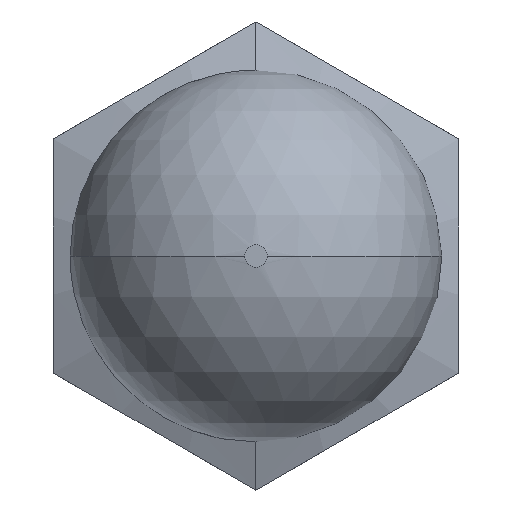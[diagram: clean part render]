
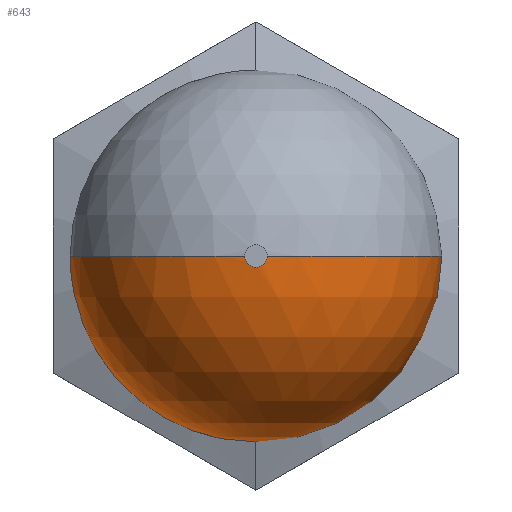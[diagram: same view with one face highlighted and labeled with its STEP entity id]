
A CAD part, front view. The second image highlights one B-rep face of the part: STEP entity #643.
In plain terms, the highlighted spherical face has radius 11 mm.
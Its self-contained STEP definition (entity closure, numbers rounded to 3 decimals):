
#31 = CARTESIAN_POINT ( 'NONE',  ( 0., -13., -7.5 ) ) ;
#33 = EDGE_CURVE ( 'NONE', #332, #869, #562, .T. ) ;
#49 = CARTESIAN_POINT ( 'NONE',  ( 0., -21.047, 0. ) ) ;
#105 = DIRECTION ( 'NONE',  ( 0., 0., 1. ) ) ;
#117 = CARTESIAN_POINT ( 'NONE',  ( 0.663, -32.027, 0. ) ) ;
#192 = CARTESIAN_POINT ( 'NONE',  ( 0., -32.027, 0. ) ) ;
#194 = AXIS2_PLACEMENT_3D ( 'NONE', #990, #989, #970 ) ;
#204 = ORIENTED_EDGE ( 'NONE', *, *, #1087, .T. ) ;
#206 = ORIENTED_EDGE ( 'NONE', *, *, #1119, .F. ) ;
#214 = VERTEX_POINT ( 'NONE', #336 ) ;
#268 = EDGE_LOOP ( 'NONE', ( #496, #844, #204, #355, #206 ) ) ;
#283 = AXIS2_PLACEMENT_3D ( 'NONE', #609, #1274, #511 ) ;
#293 = AXIS2_PLACEMENT_3D ( 'NONE', #192, #768, #105 ) ;
#332 = VERTEX_POINT ( 'NONE', #31 ) ;
#336 = CARTESIAN_POINT ( 'NONE',  ( 7.5, -13., 0. ) ) ;
#355 = ORIENTED_EDGE ( 'NONE', *, *, #33, .F. ) ;
#371 = DIRECTION ( 'NONE',  ( 1., 0., 0. ) ) ;
#381 = AXIS2_PLACEMENT_3D ( 'NONE', #49, #598, #1268 ) ;
#461 = CARTESIAN_POINT ( 'NONE',  ( 0., -21.047, 0. ) ) ;
#489 = DIRECTION ( 'NONE',  ( -1., 0., 0. ) ) ;
#490 = CARTESIAN_POINT ( 'NONE',  ( 0., -21.047, 0. ) ) ;
#492 = DIRECTION ( 'NONE',  ( 0., 0., 1. ) ) ;
#496 = ORIENTED_EDGE ( 'NONE', *, *, #1029, .F. ) ;
#511 = DIRECTION ( 'NONE',  ( 0., 0., 1. ) ) ;
#534 = AXIS2_PLACEMENT_3D ( 'NONE', #461, #1076, #371 ) ;
#540 = CIRCLE ( 'NONE', #293, 0.663 ) ;
#562 = CIRCLE ( 'NONE', #194, 7.5 ) ;
#598 = DIRECTION ( 'NONE',  ( 0., 0., -1. ) ) ;
#609 = CARTESIAN_POINT ( 'NONE',  ( 0., -13., 0. ) ) ;
#643 = ADVANCED_FACE ( 'NONE', ( #651 ), #683, .T. ) ;
#651 = FACE_OUTER_BOUND ( 'NONE', #268, .T. ) ;
#658 = CARTESIAN_POINT ( 'NONE',  ( -0.663, -32.027, 0. ) ) ;
#683 = SPHERICAL_SURFACE ( 'NONE', #814, 11. ) ;
#703 = CARTESIAN_POINT ( 'NONE',  ( -7.5, -13., 0. ) ) ;
#768 = DIRECTION ( 'NONE',  ( 0., 1., 0. ) ) ;
#814 = AXIS2_PLACEMENT_3D ( 'NONE', #490, #492, #489 ) ;
#844 = ORIENTED_EDGE ( 'NONE', *, *, #951, .T. ) ;
#846 = VERTEX_POINT ( 'NONE', #117 ) ;
#869 = VERTEX_POINT ( 'NONE', #703 ) ;
#877 = CIRCLE ( 'NONE', #534, 11. ) ;
#951 = EDGE_CURVE ( 'NONE', #846, #1044, #540, .T. ) ;
#970 = DIRECTION ( 'NONE',  ( 0., 0., 1. ) ) ;
#989 = DIRECTION ( 'NONE',  ( 0., 1., 0. ) ) ;
#990 = CARTESIAN_POINT ( 'NONE',  ( 0., -13., 0. ) ) ;
#1029 = EDGE_CURVE ( 'NONE', #846, #214, #877, .T. ) ;
#1044 = VERTEX_POINT ( 'NONE', #658 ) ;
#1076 = DIRECTION ( 'NONE',  ( 0., 0., 1. ) ) ;
#1087 = EDGE_CURVE ( 'NONE', #1044, #869, #1264, .T. ) ;
#1105 = CIRCLE ( 'NONE', #283, 7.5 ) ;
#1119 = EDGE_CURVE ( 'NONE', #214, #332, #1105, .T. ) ;
#1264 = CIRCLE ( 'NONE', #381, 11. ) ;
#1268 = DIRECTION ( 'NONE',  ( -1., 0., 0. ) ) ;
#1274 = DIRECTION ( 'NONE',  ( 0., 1., 0. ) ) ;
